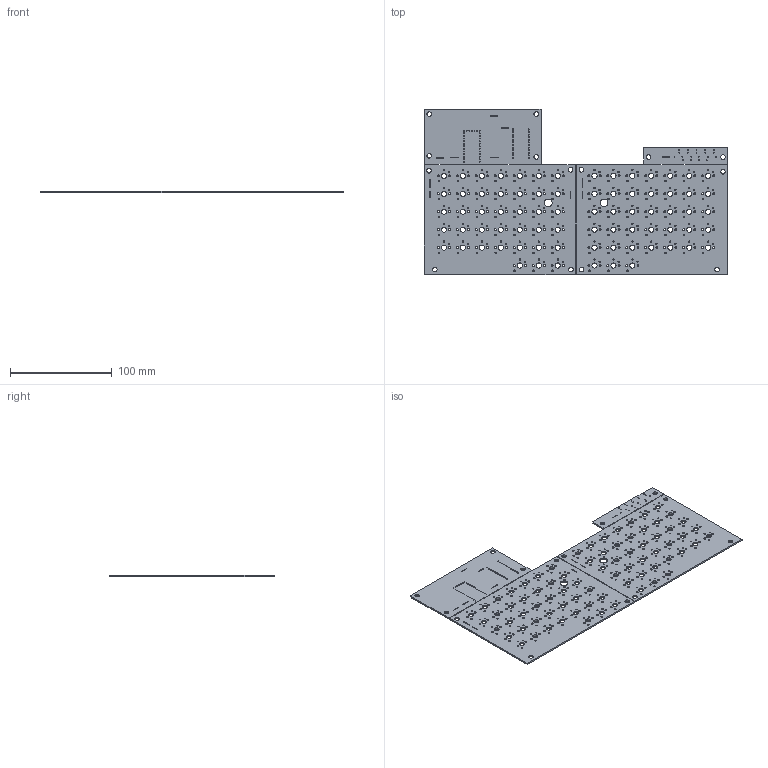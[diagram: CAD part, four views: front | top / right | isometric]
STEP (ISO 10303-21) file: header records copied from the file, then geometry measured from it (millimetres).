
FILE_DESCRIPTION(('KiCad electronic assembly'),'2;1');
FILE_NAME('FrameworkThinkpadSharedSplit.step','2025-03-17T12:40:51',( 'Pcbnew'),('Kicad'),'Open CASCADE STEP processor 7.9', 'KiCad to STEP converter','Unknown');
FILE_SCHEMA(('AUTOMOTIVE_DESIGN { 1 0 10303 214 1 1 1 1 }'));
Length unit declared in the file: millimetre
Products named in the file (2): FrameworkThinkpadSharedSplit 1; FrameworkThinkpadSharedSplit_PCB
Assembly tree (1 placements, depth 2):
  FrameworkThinkpadSharedSplit 1
    FrameworkThinkpadSharedSplit_PCB
Bounding box: 298.06 x 162.67 x 1.51 mm (x, y, z)
Volume: 55898 mm3; surface area: 81889.3 mm2
Topology: 1 solids, 1 shells, 732 faces, 2190 edges, 1460 vertices
Faces by surface type: cylinder 665, plane 67
Full cylindrical faces by diameter (mm): 0.5 x70, 0.762 x31, 0.8 x10, 0.9 x10, 1.092 x24, 1.2 x152, 1.6 x76, 1.9 x152, 4.5 x14, 5.05 x76, 7.6 x2
Entity records: 28045 total; most frequent: DIRECTION 4988, CARTESIAN_POINT 4384, ORIENTED_EDGE 4380, EDGE_CURVE 2190, AXIS2_PLACEMENT_3D 2064, FACE_BOUND 2014, EDGE_LOOP 2014, VERTEX_POINT 1460
